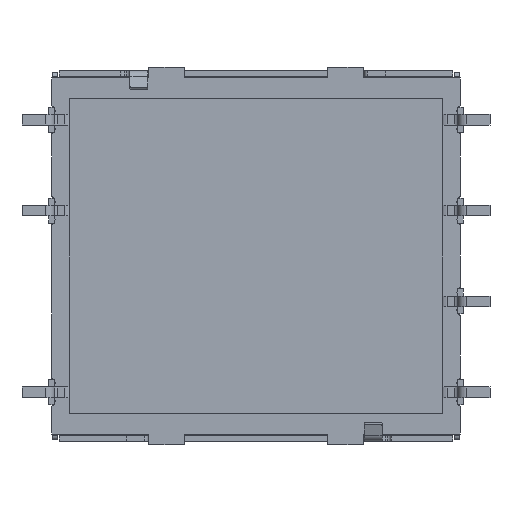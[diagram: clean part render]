
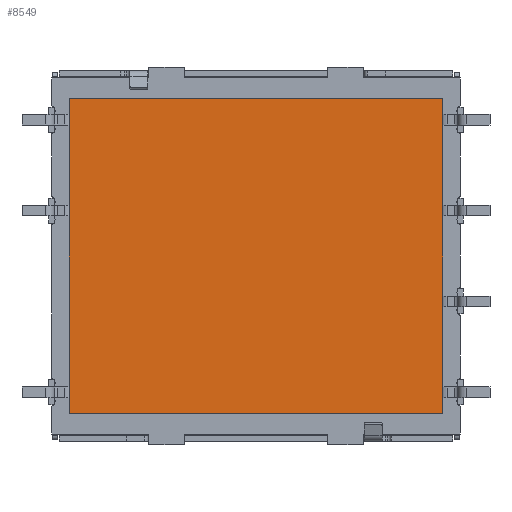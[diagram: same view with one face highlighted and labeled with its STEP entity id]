
A CAD part, front view. The second image highlights one B-rep face of the part: STEP entity #8549.
In plain terms, the highlighted planar face has unit normal (0, -1, 0).
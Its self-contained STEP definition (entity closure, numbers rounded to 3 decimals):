
#1088 = EDGE_CURVE ( 'NONE', #8224, #11512, #12119, .T. ) ;
#1986 = DIRECTION ( 'NONE',  ( 0., 0., -1. ) ) ;
#2021 = LINE ( 'NONE', #7152, #12247 ) ;
#2180 = EDGE_CURVE ( 'NONE', #10763, #8564, #4521, .T. ) ;
#2212 = VECTOR ( 'NONE', #1986, 1000. ) ;
#2735 = DIRECTION ( 'NONE',  ( -1., 0., 0. ) ) ;
#2916 = EDGE_LOOP ( 'NONE', ( #5718, #8460, #7732, #3465 ) ) ;
#3265 = EDGE_CURVE ( 'NONE', #11512, #10763, #2021, .T. ) ;
#3465 = ORIENTED_EDGE ( 'NONE', *, *, #2180, .F. ) ;
#4521 = LINE ( 'NONE', #5388, #8634 ) ;
#4930 = EDGE_CURVE ( 'NONE', #8564, #8224, #12520, .T. ) ;
#5124 = CARTESIAN_POINT ( 'NONE',  ( -10.43, 1., 8.8 ) ) ;
#5388 = CARTESIAN_POINT ( 'NONE',  ( -10.43, 1., -8.8 ) ) ;
#5718 = ORIENTED_EDGE ( 'NONE', *, *, #3265, .F. ) ;
#6929 = CARTESIAN_POINT ( 'NONE',  ( -10.43, 1., -8.8 ) ) ;
#7152 = CARTESIAN_POINT ( 'NONE',  ( -10.43, 1., -8.8 ) ) ;
#7198 = DIRECTION ( 'NONE',  ( 0., 0., 1. ) ) ;
#7369 = CARTESIAN_POINT ( 'NONE',  ( -10.43, 1., 8.8 ) ) ;
#7732 = ORIENTED_EDGE ( 'NONE', *, *, #4930, .F. ) ;
#8224 = VERTEX_POINT ( 'NONE', #9956 ) ;
#8289 = CARTESIAN_POINT ( 'NONE',  ( 10.43, 1., -8.8 ) ) ;
#8460 = ORIENTED_EDGE ( 'NONE', *, *, #1088, .F. ) ;
#8549 = ADVANCED_FACE ( 'NONE', ( #12225 ), #13487, .F. ) ;
#8564 = VERTEX_POINT ( 'NONE', #5124 ) ;
#8634 = VECTOR ( 'NONE', #9676, 1000. ) ;
#8903 = AXIS2_PLACEMENT_3D ( 'NONE', #10432, #11490, #7198 ) ;
#9676 = DIRECTION ( 'NONE',  ( 0., 0., 1. ) ) ;
#9956 = CARTESIAN_POINT ( 'NONE',  ( 10.43, 1., 8.8 ) ) ;
#10432 = CARTESIAN_POINT ( 'NONE',  ( 0., 1., 0. ) ) ;
#10703 = VECTOR ( 'NONE', #12446, 1000. ) ;
#10763 = VERTEX_POINT ( 'NONE', #6929 ) ;
#11490 = DIRECTION ( 'NONE',  ( 0., 1., 0. ) ) ;
#11512 = VERTEX_POINT ( 'NONE', #13587 ) ;
#12119 = LINE ( 'NONE', #8289, #2212 ) ;
#12225 = FACE_OUTER_BOUND ( 'NONE', #2916, .T. ) ;
#12247 = VECTOR ( 'NONE', #2735, 1000. ) ;
#12446 = DIRECTION ( 'NONE',  ( 1., 0., 0. ) ) ;
#12520 = LINE ( 'NONE', #7369, #10703 ) ;
#13487 = PLANE ( 'NONE',  #8903 ) ;
#13587 = CARTESIAN_POINT ( 'NONE',  ( 10.43, 1., -8.8 ) ) ;
